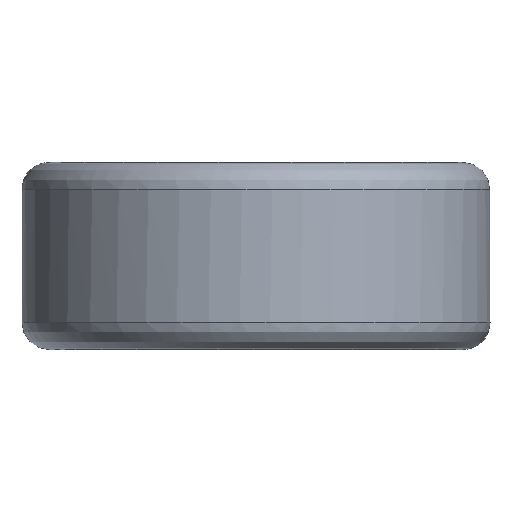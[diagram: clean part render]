
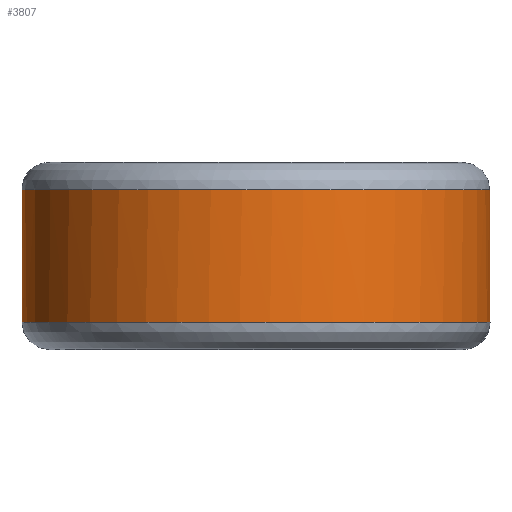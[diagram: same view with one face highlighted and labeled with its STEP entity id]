
A CAD part, front view. The second image highlights one B-rep face of the part: STEP entity #3807.
In plain terms, the highlighted free-form (B-spline) face has degree [1, 2] with [2, 9] control points.
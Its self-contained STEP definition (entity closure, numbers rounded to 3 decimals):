
#3753 = VERTEX_POINT('',#3754);
#3754 = CARTESIAN_POINT('',(18.657,0.,-12.749));
#3760 = EDGE_CURVE('',#3753,#3761,#3763,.T.);
#3761 = VERTEX_POINT('',#3762);
#3762 = CARTESIAN_POINT('',(-18.657,0.,
    -12.749));
#3763 = ( BOUNDED_CURVE() B_SPLINE_CURVE(2,(#3764,#3765,#3766,#3767,
#3768),.UNSPECIFIED.,.F.,.F.) B_SPLINE_CURVE_WITH_KNOTS((3,2,3),(0.,
1.571,3.142),.UNSPECIFIED.) CURVE() 
GEOMETRIC_REPRESENTATION_ITEM() RATIONAL_B_SPLINE_CURVE((1.,
0.707,1.,0.707,1.)) REPRESENTATION_ITEM('') );
#3764 = CARTESIAN_POINT('',(18.657,0.,-12.749));
#3765 = CARTESIAN_POINT('',(18.657,-18.657,
    -12.749));
#3766 = CARTESIAN_POINT('',(0.,-18.657,
    -12.749));
#3767 = CARTESIAN_POINT('',(-18.657,-18.657,
    -12.749));
#3768 = CARTESIAN_POINT('',(-18.657,0.,
    -12.749));
#3770 = EDGE_CURVE('',#3761,#3753,#3771,.T.);
#3771 = ( BOUNDED_CURVE() B_SPLINE_CURVE(2,(#3772,#3773,#3774,#3775,
#3776),.UNSPECIFIED.,.F.,.F.) B_SPLINE_CURVE_WITH_KNOTS((3,2,3),(
-3.142,-1.571,0.),.UNSPECIFIED.) CURVE() 
GEOMETRIC_REPRESENTATION_ITEM() RATIONAL_B_SPLINE_CURVE((1.,
0.707,1.,0.707,1.)) REPRESENTATION_ITEM('') );
#3772 = CARTESIAN_POINT('',(-18.657,0.,
    -12.749));
#3773 = CARTESIAN_POINT('',(-18.657,18.657,
    -12.749));
#3774 = CARTESIAN_POINT('',(0.,18.657,
    -12.749));
#3775 = CARTESIAN_POINT('',(18.657,18.657,
    -12.749));
#3776 = CARTESIAN_POINT('',(18.657,0.,-12.749));
#3807 = ADVANCED_FACE('',(#3808),#3832,.T.);
#3808 = FACE_BOUND('',#3809,.T.);
#3809 = EDGE_LOOP('',(#3810,#3811,#3818,#3830,#3831));
#3810 = ORIENTED_EDGE('',*,*,#3770,.F.);
#3811 = ORIENTED_EDGE('',*,*,#3812,.T.);
#3812 = EDGE_CURVE('',#3761,#3813,#3815,.T.);
#3813 = VERTEX_POINT('',#3814);
#3814 = CARTESIAN_POINT('',(-18.657,0.,
    -2.177));
#3815 = B_SPLINE_CURVE_WITH_KNOTS('',1,(#3816,#3817),.UNSPECIFIED.,.F.,
  .F.,(2,2),(-0.683,-0.117),.PIECEWISE_BEZIER_KNOTS.);
#3816 = CARTESIAN_POINT('',(-18.657,0.,-12.749));
#3817 = CARTESIAN_POINT('',(-18.657,0.,-2.177));
#3818 = ORIENTED_EDGE('',*,*,#3819,.F.);
#3819 = EDGE_CURVE('',#3813,#3813,#3820,.T.);
#3820 = ( BOUNDED_CURVE() B_SPLINE_CURVE(2,(#3821,#3822,#3823,#3824,
    #3825,#3826,#3827,#3828,#3829),.UNSPECIFIED.,.T.,.F.) 
B_SPLINE_CURVE_WITH_KNOTS((3,2,2,2,3),(-3.142,-1.571,0.
,1.571,3.142),.UNSPECIFIED.) CURVE() 
GEOMETRIC_REPRESENTATION_ITEM() RATIONAL_B_SPLINE_CURVE((1.,
    0.707,1.,0.707,1.,0.707,1.,0.707
,1.)) REPRESENTATION_ITEM('') );
#3821 = CARTESIAN_POINT('',(-18.657,0.,
    -2.177));
#3822 = CARTESIAN_POINT('',(-18.657,-18.657,
    -2.177));
#3823 = CARTESIAN_POINT('',(0.,-18.657,
    -2.177));
#3824 = CARTESIAN_POINT('',(18.657,-18.657,
    -2.177));
#3825 = CARTESIAN_POINT('',(18.657,0.,-2.177));
#3826 = CARTESIAN_POINT('',(18.657,18.657,
    -2.177));
#3827 = CARTESIAN_POINT('',(0.,18.657,
    -2.177));
#3828 = CARTESIAN_POINT('',(-18.657,18.657,
    -2.177));
#3829 = CARTESIAN_POINT('',(-18.657,0.,
    -2.177));
#3830 = ORIENTED_EDGE('',*,*,#3812,.F.);
#3831 = ORIENTED_EDGE('',*,*,#3760,.F.);
#3832 = ( BOUNDED_SURFACE() B_SPLINE_SURFACE(1,2,(
    (#3833,#3834,#3835,#3836,#3837,#3838,#3839,#3840,#3841)
    ,(#3842,#3843,#3844,#3845,#3846,#3847,#3848,#3849,#3850
)),.UNSPECIFIED.,.F.,.T.,.F.) B_SPLINE_SURFACE_WITH_KNOTS((2,2),(1,2,2,2
    ,2,2,1),(0.117,0.683),(-4.712,
    -3.142,-1.571,0.,1.571,3.142,
4.712),.UNSPECIFIED.) GEOMETRIC_REPRESENTATION_ITEM() 
RATIONAL_B_SPLINE_SURFACE((
    (1.,0.707,1.,0.707,1.,0.707,1.
      ,0.707,1.)
    ,(1.,0.707,1.,0.707,1.,0.707,1.
,0.707,1.))) REPRESENTATION_ITEM('') SURFACE() );
#3833 = CARTESIAN_POINT('',(-18.657,0.,-12.749));
#3834 = CARTESIAN_POINT('',(-18.657,18.657,
    -12.749));
#3835 = CARTESIAN_POINT('',(0.,18.657,-12.749));
#3836 = CARTESIAN_POINT('',(18.657,18.657,
    -12.749));
#3837 = CARTESIAN_POINT('',(18.657,0.,-12.749));
#3838 = CARTESIAN_POINT('',(18.657,-18.657,
    -12.749));
#3839 = CARTESIAN_POINT('',(0.,-18.657,-12.749));
#3840 = CARTESIAN_POINT('',(-18.657,-18.657,
    -12.749));
#3841 = CARTESIAN_POINT('',(-18.657,0.,-12.749));
#3842 = CARTESIAN_POINT('',(-18.657,0.,-2.177));
#3843 = CARTESIAN_POINT('',(-18.657,18.657,
    -2.177));
#3844 = CARTESIAN_POINT('',(0.,18.657,-2.177));
#3845 = CARTESIAN_POINT('',(18.657,18.657,
    -2.177));
#3846 = CARTESIAN_POINT('',(18.657,0.,-2.177));
#3847 = CARTESIAN_POINT('',(18.657,-18.657,
    -2.177));
#3848 = CARTESIAN_POINT('',(0.,-18.657,-2.177));
#3849 = CARTESIAN_POINT('',(-18.657,-18.657,
    -2.177));
#3850 = CARTESIAN_POINT('',(-18.657,0.,-2.177));
